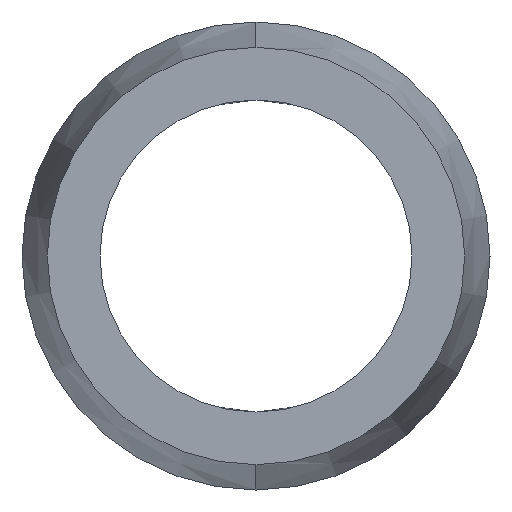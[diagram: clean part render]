
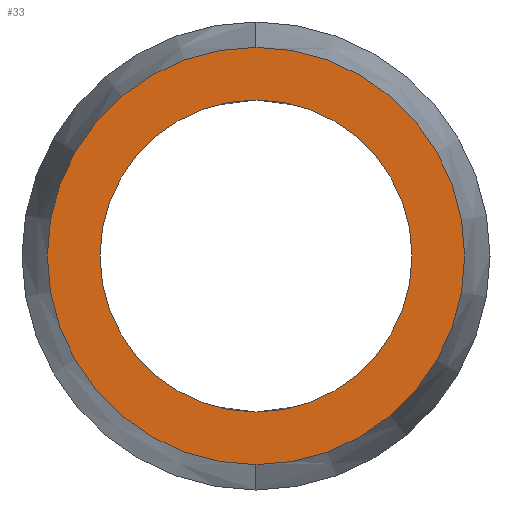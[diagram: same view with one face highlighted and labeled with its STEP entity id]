
A CAD part, left-side view. The second image highlights one B-rep face of the part: STEP entity #33.
In plain terms, the highlighted planar face has unit normal (-1, 0, 0).
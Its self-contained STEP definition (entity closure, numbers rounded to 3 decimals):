
#13 = EDGE_CURVE ( 'NONE', #459, #612, #17, .T. ) ;
#17 = CIRCLE ( 'NONE', #400, 4. ) ;
#33 = ADVANCED_FACE ( 'NONE', ( #578, #341 ), #522, .F. ) ;
#39 = VERTEX_POINT ( 'NONE', #56 ) ;
#44 = EDGE_LOOP ( 'NONE', ( #521, #311 ) ) ;
#55 = VERTEX_POINT ( 'NONE', #213 ) ;
#56 = CARTESIAN_POINT ( 'NONE',  ( -30., 0., 5.35 ) ) ;
#103 = AXIS2_PLACEMENT_3D ( 'NONE', #107, #342, #595 ) ;
#107 = CARTESIAN_POINT ( 'NONE',  ( -30., 0., 0. ) ) ;
#167 = AXIS2_PLACEMENT_3D ( 'NONE', #379, #288, #469 ) ;
#196 = CARTESIAN_POINT ( 'NONE',  ( -30., 0., 0. ) ) ;
#206 = EDGE_CURVE ( 'NONE', #39, #55, #450, .T. ) ;
#211 = CARTESIAN_POINT ( 'NONE',  ( -30., 0., -4. ) ) ;
#213 = CARTESIAN_POINT ( 'NONE',  ( -30., 0., -5.35 ) ) ;
#239 = DIRECTION ( 'NONE',  ( -1., 0., 0. ) ) ;
#273 = EDGE_CURVE ( 'NONE', #612, #459, #387, .T. ) ;
#276 = CARTESIAN_POINT ( 'NONE',  ( -30., 0., 0. ) ) ;
#288 = DIRECTION ( 'NONE',  ( 1., 0., 0. ) ) ;
#294 = DIRECTION ( 'NONE',  ( 0., 0., 1. ) ) ;
#311 = ORIENTED_EDGE ( 'NONE', *, *, #206, .T. ) ;
#322 = ORIENTED_EDGE ( 'NONE', *, *, #273, .F. ) ;
#331 = EDGE_LOOP ( 'NONE', ( #406, #322 ) ) ;
#341 = FACE_OUTER_BOUND ( 'NONE', #44, .T. ) ;
#342 = DIRECTION ( 'NONE',  ( -1., 0., 0. ) ) ;
#371 = DIRECTION ( 'NONE',  ( 0., 0., 1. ) ) ;
#379 = CARTESIAN_POINT ( 'NONE',  ( -30., 5.35, 0. ) ) ;
#387 = CIRCLE ( 'NONE', #470, 4. ) ;
#388 = AXIS2_PLACEMENT_3D ( 'NONE', #276, #499, #592 ) ;
#400 = AXIS2_PLACEMENT_3D ( 'NONE', #196, #480, #294 ) ;
#404 = CARTESIAN_POINT ( 'NONE',  ( -30., 0., 0. ) ) ;
#406 = ORIENTED_EDGE ( 'NONE', *, *, #13, .F. ) ;
#448 = EDGE_CURVE ( 'NONE', #55, #39, #594, .T. ) ;
#450 = CIRCLE ( 'NONE', #103, 5.35 ) ;
#459 = VERTEX_POINT ( 'NONE', #211 ) ;
#469 = DIRECTION ( 'NONE',  ( 0., 0., -1. ) ) ;
#470 = AXIS2_PLACEMENT_3D ( 'NONE', #404, #239, #371 ) ;
#480 = DIRECTION ( 'NONE',  ( -1., 0., 0. ) ) ;
#499 = DIRECTION ( 'NONE',  ( -1., 0., 0. ) ) ;
#521 = ORIENTED_EDGE ( 'NONE', *, *, #448, .T. ) ;
#522 = PLANE ( 'NONE',  #167 ) ;
#554 = CARTESIAN_POINT ( 'NONE',  ( -30., 0., 4. ) ) ;
#578 = FACE_BOUND ( 'NONE', #331, .T. ) ;
#592 = DIRECTION ( 'NONE',  ( 0., 0., 1. ) ) ;
#594 = CIRCLE ( 'NONE', #388, 5.35 ) ;
#595 = DIRECTION ( 'NONE',  ( 0., 0., 1. ) ) ;
#612 = VERTEX_POINT ( 'NONE', #554 ) ;
